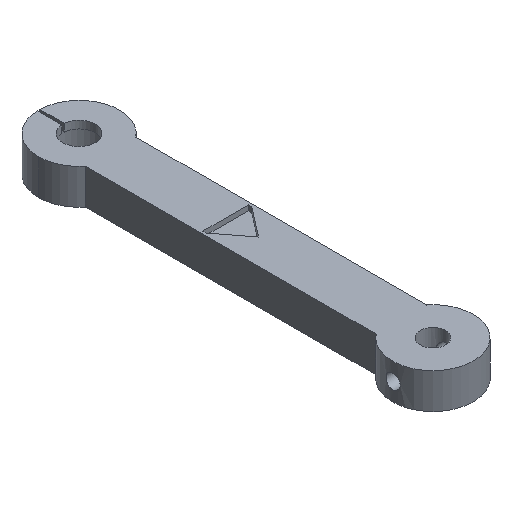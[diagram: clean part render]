
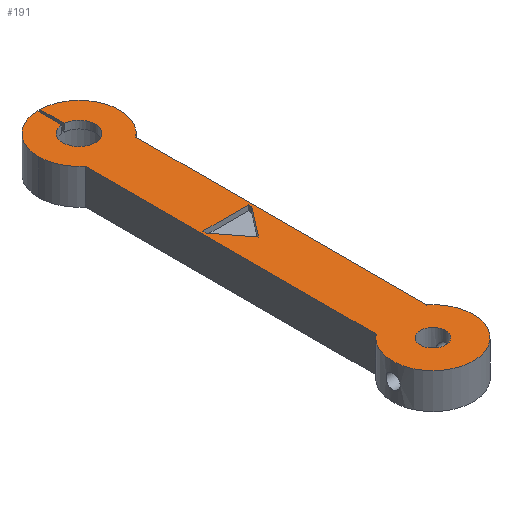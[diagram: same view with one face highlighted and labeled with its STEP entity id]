
A CAD part, isometric view. The second image highlights one B-rep face of the part: STEP entity #191.
In plain terms, the highlighted planar face has unit normal (0, 0, 1).
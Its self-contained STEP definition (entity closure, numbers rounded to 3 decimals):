
#27=CARTESIAN_POINT('',(-970.,270.,-0.3));
#28=DIRECTION('',(-0.,-0.,-1.));
#29=DIRECTION('',(1.,0.,-0.));
#30=AXIS2_PLACEMENT_3D('',#27,#28,#29);
#31=PLANE('',#30);
#32=CARTESIAN_POINT('',(-840.5,270.,-0.3));
#33=VERTEX_POINT('',#32);
#34=CARTESIAN_POINT('',(-843.,272.5,-0.3));
#35=VERTEX_POINT('',#34);
#36=CARTESIAN_POINT('',(-843.,270.,-0.3));
#37=DIRECTION('',(0.,0.,1.));
#38=DIRECTION('',(-0.,1.,0.));
#39=AXIS2_PLACEMENT_3D('',#36,#37,#38);
#40=CIRCLE('',#39,2.5);
#41=EDGE_CURVE('',#33,#35,#40,.T.);
#42=ORIENTED_EDGE('',*,*,#41,.F.);
#43=CARTESIAN_POINT('',(-843.,270.,-0.3));
#44=DIRECTION('',(0.,0.,1.));
#45=DIRECTION('',(-0.,1.,0.));
#46=AXIS2_PLACEMENT_3D('',#43,#44,#45);
#47=CIRCLE('',#46,2.5);
#48=EDGE_CURVE('',#35,#33,#47,.T.);
#49=ORIENTED_EDGE('',*,*,#48,.F.);
#50=EDGE_LOOP('',(#42,#49));
#51=FACE_BOUND('',#50,.T.);
#52=CARTESIAN_POINT('',(-842.75,343.19,-0.3));
#53=VERTEX_POINT('',#52);
#54=CARTESIAN_POINT('',(-842.75,347.996,-0.3));
#55=VERTEX_POINT('',#54);
#56=CARTESIAN_POINT('',(-842.75,343.19,-0.3));
#57=DIRECTION('',(-0.,1.,-0.));
#58=VECTOR('',#57,4.806);
#59=LINE('',#56,#58);
#60=EDGE_CURVE('',#53,#55,#59,.T.);
#61=ORIENTED_EDGE('',*,*,#60,.F.);
#62=CARTESIAN_POINT('',(-846.2,340.,-0.3));
#63=VERTEX_POINT('',#62);
#64=CARTESIAN_POINT('',(-843.,340.,-0.3));
#65=DIRECTION('',(0.,0.,1.));
#66=DIRECTION('',(1.,0.,-0.));
#67=AXIS2_PLACEMENT_3D('',#64,#65,#66);
#68=CIRCLE('',#67,3.2);
#69=EDGE_CURVE('',#63,#53,#68,.T.);
#70=ORIENTED_EDGE('',*,*,#69,.F.);
#71=CARTESIAN_POINT('',(-843.25,343.19,-0.3));
#72=VERTEX_POINT('',#71);
#73=CARTESIAN_POINT('',(-843.,340.,-0.3));
#74=DIRECTION('',(0.,0.,1.));
#75=DIRECTION('',(1.,0.,-0.));
#76=AXIS2_PLACEMENT_3D('',#73,#74,#75);
#77=CIRCLE('',#76,3.2);
#78=EDGE_CURVE('',#72,#63,#77,.T.);
#79=ORIENTED_EDGE('',*,*,#78,.F.);
#80=CARTESIAN_POINT('',(-843.25,347.996,-0.3));
#81=VERTEX_POINT('',#80);
#82=CARTESIAN_POINT('',(-843.25,347.996,-0.3));
#83=DIRECTION('',(0.,-1.,0.));
#84=VECTOR('',#83,4.806);
#85=LINE('',#82,#84);
#86=EDGE_CURVE('',#81,#72,#85,.T.);
#87=ORIENTED_EDGE('',*,*,#86,.F.);
#88=CARTESIAN_POINT('',(-851.,340.,-0.3));
#89=VERTEX_POINT('',#88);
#90=CARTESIAN_POINT('',(-843.,340.,-0.3));
#91=DIRECTION('',(0.,0.,1.));
#92=DIRECTION('',(1.,0.,-0.));
#93=AXIS2_PLACEMENT_3D('',#90,#91,#92);
#94=CIRCLE('',#93,8.);
#95=EDGE_CURVE('',#81,#89,#94,.T.);
#96=ORIENTED_EDGE('',*,*,#95,.T.);
#97=CARTESIAN_POINT('',(-848.,333.755,-0.3));
#98=VERTEX_POINT('',#97);
#99=CARTESIAN_POINT('',(-843.,340.,-0.3));
#100=DIRECTION('',(0.,0.,1.));
#101=DIRECTION('',(1.,0.,-0.));
#102=AXIS2_PLACEMENT_3D('',#99,#100,#101);
#103=CIRCLE('',#102,8.);
#104=EDGE_CURVE('',#89,#98,#103,.T.);
#105=ORIENTED_EDGE('',*,*,#104,.T.);
#106=CARTESIAN_POINT('',(-848.,276.245,-0.3));
#107=VERTEX_POINT('',#106);
#108=CARTESIAN_POINT('',(-848.,276.245,-0.3));
#109=DIRECTION('',(0.,1.,-0.));
#110=VECTOR('',#109,57.51);
#111=LINE('',#108,#110);
#112=EDGE_CURVE('',#107,#98,#111,.T.);
#113=ORIENTED_EDGE('',*,*,#112,.F.);
#114=CARTESIAN_POINT('',(-835.,270.,-0.3));
#115=VERTEX_POINT('',#114);
#116=CARTESIAN_POINT('',(-843.,270.,-0.3));
#117=DIRECTION('',(-0.,-0.,-1.));
#118=DIRECTION('',(-0.,1.,0.));
#119=AXIS2_PLACEMENT_3D('',#116,#117,#118);
#120=CIRCLE('',#119,8.);
#121=EDGE_CURVE('',#115,#107,#120,.T.);
#122=ORIENTED_EDGE('',*,*,#121,.F.);
#123=CARTESIAN_POINT('',(-838.,276.245,-0.3));
#124=VERTEX_POINT('',#123);
#125=CARTESIAN_POINT('',(-843.,270.,-0.3));
#126=DIRECTION('',(-0.,-0.,-1.));
#127=DIRECTION('',(-0.,1.,0.));
#128=AXIS2_PLACEMENT_3D('',#125,#126,#127);
#129=CIRCLE('',#128,8.);
#130=EDGE_CURVE('',#124,#115,#129,.T.);
#131=ORIENTED_EDGE('',*,*,#130,.F.);
#132=CARTESIAN_POINT('',(-838.,333.755,-0.3));
#133=VERTEX_POINT('',#132);
#134=CARTESIAN_POINT('',(-838.,333.755,-0.3));
#135=DIRECTION('',(-0.,-1.,0.));
#136=VECTOR('',#135,57.51);
#137=LINE('',#134,#136);
#138=EDGE_CURVE('',#133,#124,#137,.T.);
#139=ORIENTED_EDGE('',*,*,#138,.F.);
#140=CARTESIAN_POINT('',(-843.,340.,-0.3));
#141=DIRECTION('',(0.,0.,1.));
#142=DIRECTION('',(1.,0.,-0.));
#143=AXIS2_PLACEMENT_3D('',#140,#141,#142);
#144=CIRCLE('',#143,8.);
#145=EDGE_CURVE('',#133,#55,#144,.T.);
#146=ORIENTED_EDGE('',*,*,#145,.T.);
#147=EDGE_LOOP('',(#61,#70,#79,#87,#96,#105,#113,#122,#131,#139,#146));
#148=FACE_BOUND('',#147,.T.);
#149=CARTESIAN_POINT('',(-838.5,311.,-0.3));
#150=VERTEX_POINT('',#149);
#151=CARTESIAN_POINT('',(-838.5,310.35,-0.3));
#152=VERTEX_POINT('',#151);
#153=CARTESIAN_POINT('',(-838.5,311.,-0.3));
#154=DIRECTION('',(0.,-1.,-0.));
#155=VECTOR('',#154,0.65);
#156=LINE('',#153,#155);
#157=EDGE_CURVE('',#150,#152,#156,.T.);
#158=ORIENTED_EDGE('',*,*,#157,.T.);
#159=CARTESIAN_POINT('',(-843.,304.5,-0.3));
#160=VERTEX_POINT('',#159);
#161=CARTESIAN_POINT('',(-838.5,310.35,-0.3));
#162=DIRECTION('',(-0.61,-0.793,0.));
#163=VECTOR('',#162,7.381);
#164=LINE('',#161,#163);
#165=EDGE_CURVE('',#152,#160,#164,.T.);
#166=ORIENTED_EDGE('',*,*,#165,.T.);
#167=CARTESIAN_POINT('',(-847.5,310.35,-0.3));
#168=VERTEX_POINT('',#167);
#169=CARTESIAN_POINT('',(-843.,304.5,-0.3));
#170=DIRECTION('',(-0.61,0.793,0.));
#171=VECTOR('',#170,7.381);
#172=LINE('',#169,#171);
#173=EDGE_CURVE('',#160,#168,#172,.T.);
#174=ORIENTED_EDGE('',*,*,#173,.T.);
#175=CARTESIAN_POINT('',(-847.5,311.,-0.3));
#176=VERTEX_POINT('',#175);
#177=CARTESIAN_POINT('',(-847.5,311.,-0.3));
#178=DIRECTION('',(0.,-1.,-0.));
#179=VECTOR('',#178,0.65);
#180=LINE('',#177,#179);
#181=EDGE_CURVE('',#176,#168,#180,.T.);
#182=ORIENTED_EDGE('',*,*,#181,.F.);
#183=CARTESIAN_POINT('',(-838.5,311.,-0.3));
#184=DIRECTION('',(-1.,-0.,0.));
#185=VECTOR('',#184,9.);
#186=LINE('',#183,#185);
#187=EDGE_CURVE('',#150,#176,#186,.T.);
#188=ORIENTED_EDGE('',*,*,#187,.F.);
#189=EDGE_LOOP('',(#158,#166,#174,#182,#188));
#190=FACE_BOUND('',#189,.T.);
#191=ADVANCED_FACE('',(#51,#148,#190),#31,.F.);
